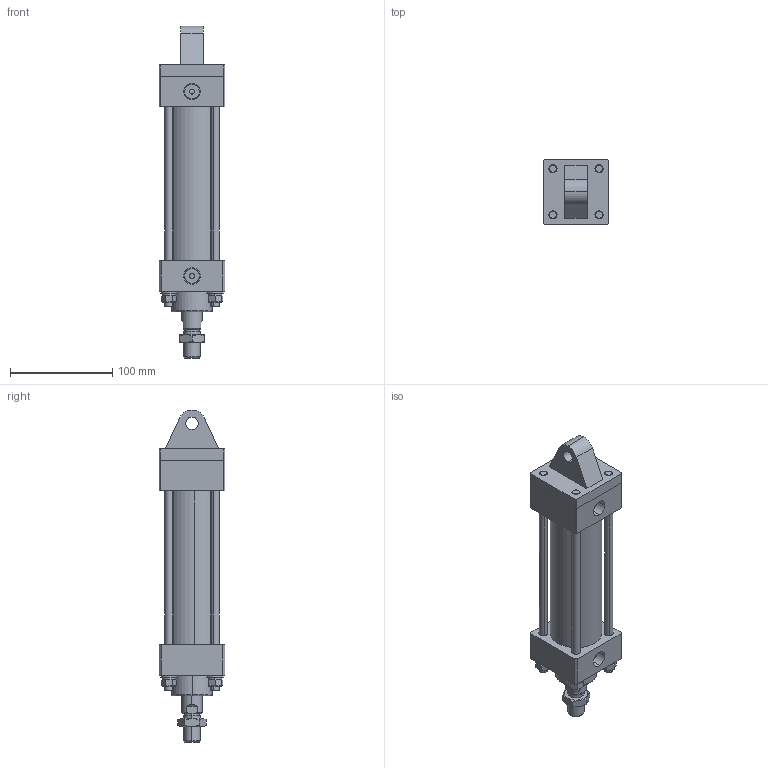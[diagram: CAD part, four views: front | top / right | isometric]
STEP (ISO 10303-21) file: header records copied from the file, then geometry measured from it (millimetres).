
FILE_DESCRIPTION (( 'STEP AP203' ), '1' );
FILE_NAME ('MOB-40-20-100-CA.STEP', '2021-04-28T02:14:18', ( '微软用户' ), ( '微软中国' ), 'SwSTEP 2.0', 'SolidWorks 2012', '' );
FILE_SCHEMA (( 'CONFIG_CONTROL_DESIGN' ));
Length unit declared in the file: millimetre
Products named in the file (11): MOB-40-20-100-CA; MOB-40-20-100-CA楊擘; hex nuts, style 1-grades ab gb_GB_FASTENER_NUT_SNAB1 M8-N; spring lock washers--normal type gb_GB_FASTENER_WASHER_SW 8; plain washers-n series-grade a gb_GB_FASTENER_WASHER_PWNA 8; MOB-40-20-100-FA嶺裝; hex thin nuts grades ab gb_GB_FASTENER_NUT_STNABTT M16X1.5-N; MOB-40-20-100活塞杆; MOB-40-20-100前盖; MOB-40-20-100詰芠; MOB-40-20-100綴裔
Assembly tree (22 placements, depth 2):
  MOB-40-20-100-CA
    MOB-40-20-100綴裔
    MOB-40-20-100詰芠
    MOB-40-20-100前盖
    MOB-40-20-100活塞杆
    hex thin nuts grades ab gb_GB_FASTENER_NUT_STNABTT M16X1.5-N
    MOB-40-20-100-FA嶺裝  x4
    plain washers-n series-grade a gb_GB_FASTENER_WASHER_PWNA 8  x4
    spring lock washers--normal type gb_GB_FASTENER_WASHER_SW 8  x4
    hex nuts, style 1-grades ab gb_GB_FASTENER_NUT_SNAB1 M8-N  x4
    MOB-40-20-100-CA楊擘
Bounding box: 64 x 64 x 324 mm (x, y, z)
Volume: 560699.3 mm3; surface area: 158462 mm2
Topology: 22 solids, 22 shells, 332 faces, 743 edges, 468 vertices
Faces by surface type: cylinder 122, plane 122, cone 74, torus 14
Entity records: 7818 total; most frequent: CARTESIAN_POINT 1414, DIRECTION 1121, ORIENTED_EDGE 946, EDGE_CURVE 473, AXIS2_PLACEMENT_3D 457, VERTEX_POINT 300, EDGE_LOOP 259, CIRCLE 226
